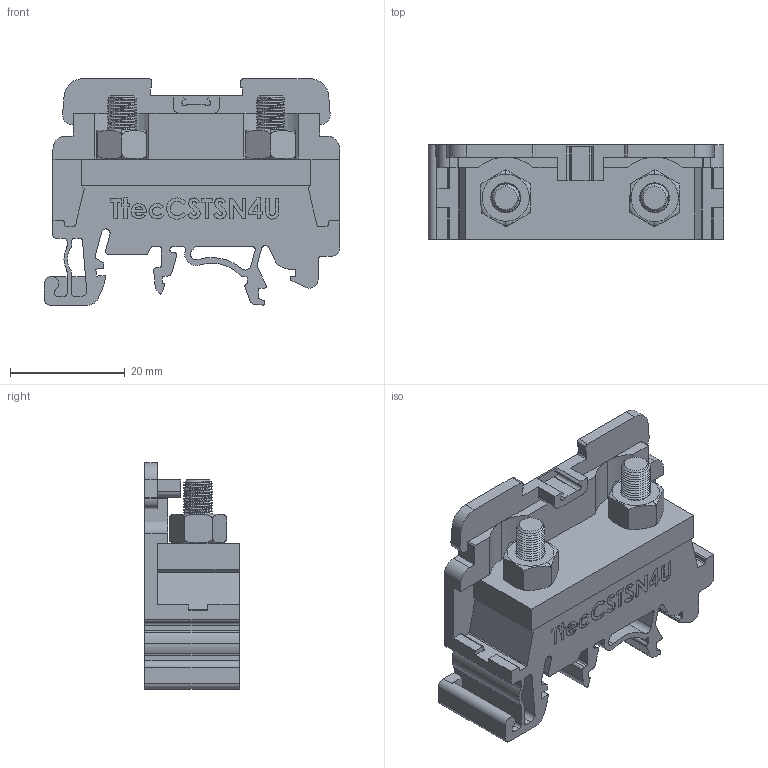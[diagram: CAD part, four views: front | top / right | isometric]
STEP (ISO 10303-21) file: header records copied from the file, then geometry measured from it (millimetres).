
FILE_DESCRIPTION (( 'STEP AP214' ), '1' );
FILE_NAME ('TtecCSTSN4U.STEP', '2020-07-06T09:08:10', ( '' ), ( '' ), 'SwSTEP 2.0', 'SolidWorks 2020', '' );
FILE_SCHEMA (( 'AUTOMOTIVE_DESIGN' ));
Length unit declared in the file: millimetre
Products named in the file (1): TtecCSTSN4U
Bounding box: 51.5 x 16.5 x 39.5 mm (x, y, z)
Volume: 16118.7 mm3; surface area: 9173.3 mm2
Topology: 1 solids, 1 shells, 732 faces, 2062 edges, 1370 vertices
Faces by surface type: plane 382, cylinder 218, bspline 120, torus 8, cone 4
Entity records: 44188 total; most frequent: CARTESIAN_POINT 20742, ORIENTED_EDGE 4124, DIRECTION 3246, EDGE_CURVE 2062, VERTEX_POINT 1370, LINE 1300, VECTOR 1300, AXIS2_PLACEMENT_3D 973
